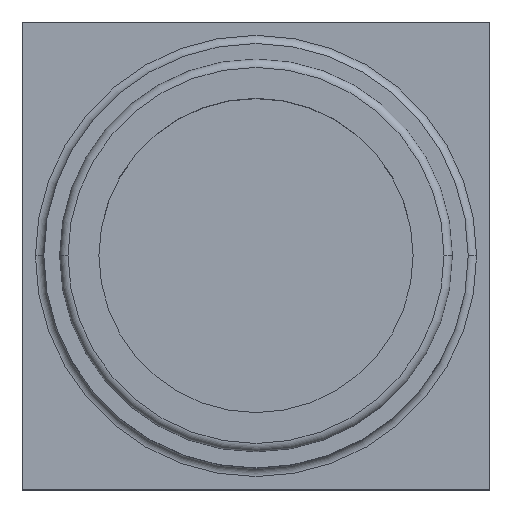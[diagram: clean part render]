
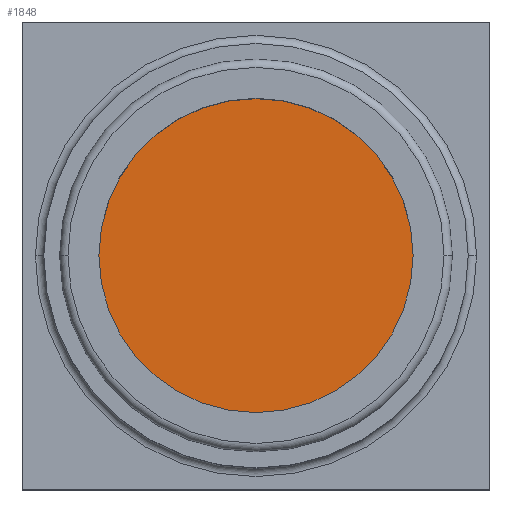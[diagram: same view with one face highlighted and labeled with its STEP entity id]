
A CAD part, top view. The second image highlights one B-rep face of the part: STEP entity #1848.
In plain terms, the highlighted planar face has unit normal (0, 0, 1).
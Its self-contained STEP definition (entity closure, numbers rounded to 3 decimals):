
#675 = CARTESIAN_POINT ( 'NONE',  ( 0., 0., 0.95 ) ) ;
#743 = DIRECTION ( 'NONE',  ( 0., 0., -1. ) ) ;
#1002 = DIRECTION ( 'NONE',  ( 0., 0., -1. ) ) ;
#1139 = CARTESIAN_POINT ( 'NONE',  ( 0.94, 0., 0.95 ) ) ;
#1373 = AXIS2_PLACEMENT_3D ( 'NONE', #3000, #2385, #2693 ) ;
#1397 = CARTESIAN_POINT ( 'NONE',  ( 0., 0., 0.95 ) ) ;
#1512 = FACE_OUTER_BOUND ( 'NONE', #2885, .T. ) ;
#1848 = ADVANCED_FACE ( 'NONE', ( #1512 ), #2649, .T. ) ;
#2269 = VERTEX_POINT ( 'NONE', #3269 ) ;
#2385 = DIRECTION ( 'NONE',  ( 0., 0., 1. ) ) ;
#2466 = DIRECTION ( 'NONE',  ( 1., 0., 0. ) ) ;
#2473 = CIRCLE ( 'NONE', #2784, 0.94 ) ;
#2649 = PLANE ( 'NONE',  #1373 ) ;
#2676 = CIRCLE ( 'NONE', #3236, 0.94 ) ;
#2693 = DIRECTION ( 'NONE',  ( 1., 0., 0. ) ) ;
#2784 = AXIS2_PLACEMENT_3D ( 'NONE', #675, #1002, #2466 ) ;
#2790 = ORIENTED_EDGE ( 'NONE', *, *, #3205, .F. ) ;
#2885 = EDGE_LOOP ( 'NONE', ( #3077, #2790 ) ) ;
#3000 = CARTESIAN_POINT ( 'NONE',  ( 0., 0., 0.95 ) ) ;
#3077 = ORIENTED_EDGE ( 'NONE', *, *, #3870, .F. ) ;
#3187 = DIRECTION ( 'NONE',  ( 1., 0., 0. ) ) ;
#3205 = EDGE_CURVE ( 'NONE', #2269, #3424, #2473, .T. ) ;
#3236 = AXIS2_PLACEMENT_3D ( 'NONE', #1397, #743, #3187 ) ;
#3269 = CARTESIAN_POINT ( 'NONE',  ( -0.94, 0., 0.95 ) ) ;
#3424 = VERTEX_POINT ( 'NONE', #1139 ) ;
#3870 = EDGE_CURVE ( 'NONE', #3424, #2269, #2676, .T. ) ;
